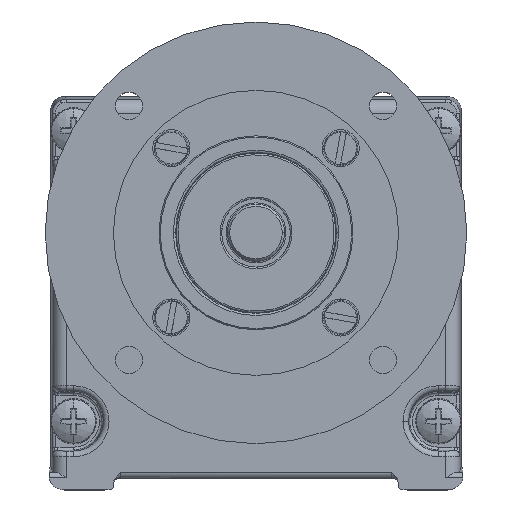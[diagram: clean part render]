
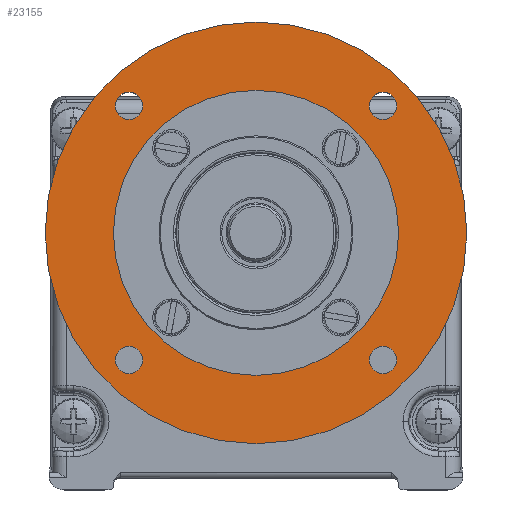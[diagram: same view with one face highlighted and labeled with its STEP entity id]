
A CAD part, top view. The second image highlights one B-rep face of the part: STEP entity #23155.
In plain terms, the highlighted planar face has unit normal (0, 0, 1).
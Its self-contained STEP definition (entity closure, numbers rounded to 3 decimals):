
#7086 = CARTESIAN_POINT ( 'NONE',  ( -25., 0., 3. ) ) ;
#7087 = CARTESIAN_POINT ( 'NONE',  ( 25., 0., 3. ) ) ;
#7088 = DIRECTION ( 'NONE',  ( 1., 0., 0. ) ) ;
#7089 = DIRECTION ( 'NONE',  ( 0., 0., 1. ) ) ;
#7090 = AXIS2_PLACEMENT_3D ( 'NONE', #7096, #7089, #7088 ) ;
#7091 = CIRCLE ( 'NONE', #7090, 25. ) ;
#7096 = CARTESIAN_POINT ( 'NONE',  ( 0., 0., 3. ) ) ;
#7296 = CARTESIAN_POINT ( 'NONE',  ( 24.674, 22.274, 3. ) ) ;
#7297 = DIRECTION ( 'NONE',  ( 1., 0., 0. ) ) ;
#7298 = DIRECTION ( 'NONE',  ( 0., 0., -1. ) ) ;
#7299 = CARTESIAN_POINT ( 'NONE',  ( 22.274, 22.274, 3. ) ) ;
#7300 = AXIS2_PLACEMENT_3D ( 'NONE', #7299, #7298, #7297 ) ;
#7301 = CIRCLE ( 'NONE', #7300, 2.4 ) ;
#7302 = CARTESIAN_POINT ( 'NONE',  ( 19.874, 22.274, 3. ) ) ;
#7307 = CARTESIAN_POINT ( 'NONE',  ( -19.874, -22.274, 3. ) ) ;
#7308 = CARTESIAN_POINT ( 'NONE',  ( -24.674, -22.274, 3. ) ) ;
#7389 = CARTESIAN_POINT ( 'NONE',  ( -22.274, -22.274, 3. ) ) ;
#7418 = CARTESIAN_POINT ( 'NONE',  ( -19.874, 22.274, 3. ) ) ;
#7422 = DIRECTION ( 'NONE',  ( 1., 0., 0. ) ) ;
#7423 = DIRECTION ( 'NONE',  ( 0., 0., -1. ) ) ;
#7424 = CARTESIAN_POINT ( 'NONE',  ( -22.274, 22.274, 3. ) ) ;
#7425 = AXIS2_PLACEMENT_3D ( 'NONE', #7424, #7423, #7422 ) ;
#7426 = CIRCLE ( 'NONE', #7425, 2.4 ) ;
#7427 = CARTESIAN_POINT ( 'NONE',  ( -24.674, 22.274, 3. ) ) ;
#7449 = DIRECTION ( 'NONE',  ( 1., 0., 0. ) ) ;
#7450 = DIRECTION ( 'NONE',  ( 0., 0., -1. ) ) ;
#7451 = AXIS2_PLACEMENT_3D ( 'NONE', #7389, #7450, #7449 ) ;
#7452 = CIRCLE ( 'NONE', #7451, 2.4 ) ;
#7478 = CARTESIAN_POINT ( 'NONE',  ( 24.674, -22.274, 3. ) ) ;
#7479 = DIRECTION ( 'NONE',  ( 1., 0., 0. ) ) ;
#7480 = DIRECTION ( 'NONE',  ( 0., 0., -1. ) ) ;
#7481 = CARTESIAN_POINT ( 'NONE',  ( 22.274, -22.274, 3. ) ) ;
#7482 = AXIS2_PLACEMENT_3D ( 'NONE', #7481, #7480, #7479 ) ;
#7483 = CIRCLE ( 'NONE', #7482, 2.4 ) ;
#7484 = CARTESIAN_POINT ( 'NONE',  ( 19.874, -22.274, 3. ) ) ;
#7549 = CIRCLE ( 'NONE', #7610, 36.978 ) ;
#7581 = CARTESIAN_POINT ( 'NONE',  ( -36.978, 0., 3. ) ) ;
#7607 = DIRECTION ( 'NONE',  ( 1., 0., 0. ) ) ;
#7608 = DIRECTION ( 'NONE',  ( 0., 0., 1. ) ) ;
#7609 = CARTESIAN_POINT ( 'NONE',  ( 0., 0., 3. ) ) ;
#7610 = AXIS2_PLACEMENT_3D ( 'NONE', #7609, #7608, #7607 ) ;
#7623 = DIRECTION ( 'NONE',  ( 1., 0., 0. ) ) ;
#7624 = DIRECTION ( 'NONE',  ( 0., 0., -1. ) ) ;
#7625 = CARTESIAN_POINT ( 'NONE',  ( -22.274, -22.274, 3. ) ) ;
#7626 = AXIS2_PLACEMENT_3D ( 'NONE', #7625, #7624, #7623 ) ;
#7627 = CIRCLE ( 'NONE', #7626, 2.4 ) ;
#7637 = CARTESIAN_POINT ( 'NONE',  ( 36.978, 0., 3. ) ) ;
#7638 = DIRECTION ( 'NONE',  ( 1., 0., 0. ) ) ;
#7639 = DIRECTION ( 'NONE',  ( 0., 0., 1. ) ) ;
#7640 = CARTESIAN_POINT ( 'NONE',  ( 0., 0., 3. ) ) ;
#7641 = AXIS2_PLACEMENT_3D ( 'NONE', #7640, #7639, #7638 ) ;
#7642 = CIRCLE ( 'NONE', #7641, 36.978 ) ;
#7654 = DIRECTION ( 'NONE',  ( 1., 0., 0. ) ) ;
#7655 = DIRECTION ( 'NONE',  ( 0., 0., -1. ) ) ;
#7656 = CARTESIAN_POINT ( 'NONE',  ( -22.274, 22.274, 3. ) ) ;
#7657 = AXIS2_PLACEMENT_3D ( 'NONE', #7656, #7655, #7654 ) ;
#7658 = CIRCLE ( 'NONE', #7657, 2.4 ) ;
#7669 = DIRECTION ( 'NONE',  ( 1., 0., 0. ) ) ;
#7670 = DIRECTION ( 'NONE',  ( 0., 0., -1. ) ) ;
#7671 = CARTESIAN_POINT ( 'NONE',  ( 22.274, -22.274, 3. ) ) ;
#7672 = AXIS2_PLACEMENT_3D ( 'NONE', #7671, #7670, #7669 ) ;
#7673 = CIRCLE ( 'NONE', #7672, 2.4 ) ;
#7772 = DIRECTION ( 'NONE',  ( 1., 0., 0. ) ) ;
#7773 = DIRECTION ( 'NONE',  ( 0., 0., -1. ) ) ;
#7774 = CARTESIAN_POINT ( 'NONE',  ( 22.274, 22.274, 3. ) ) ;
#7775 = AXIS2_PLACEMENT_3D ( 'NONE', #7774, #7773, #7772 ) ;
#7776 = CIRCLE ( 'NONE', #7775, 2.4 ) ;
#7852 = DIRECTION ( 'NONE',  ( 1., 0., 0. ) ) ;
#7853 = DIRECTION ( 'NONE',  ( 0., 0., 1. ) ) ;
#7854 = CARTESIAN_POINT ( 'NONE',  ( 0., 38., 3. ) ) ;
#7855 = AXIS2_PLACEMENT_3D ( 'NONE', #7854, #7853, #7852 ) ;
#7856 = PLANE ( 'NONE',  #7855 ) ;
#7857 = FACE_OUTER_BOUND ( 'NONE', #23145, .T. ) ;
#7858 = FACE_BOUND ( 'NONE', #23142, .T. ) ;
#7859 = FACE_BOUND ( 'NONE', #23139, .T. ) ;
#7860 = FACE_BOUND ( 'NONE', #23135, .T. ) ;
#7861 = FACE_BOUND ( 'NONE', #23159, .T. ) ;
#7862 = FACE_BOUND ( 'NONE', #23156, .T. ) ;
#7863 = DIRECTION ( 'NONE',  ( 1., 0., 0. ) ) ;
#7864 = DIRECTION ( 'NONE',  ( 0., 0., 1. ) ) ;
#7865 = AXIS2_PLACEMENT_3D ( 'NONE', #7870, #7864, #7863 ) ;
#7866 = CIRCLE ( 'NONE', #7865, 25. ) ;
#7870 = CARTESIAN_POINT ( 'NONE',  ( 0., 0., 3. ) ) ;
#22712 = EDGE_CURVE ( 'NONE', #22713, #22714, #7091, .T. ) ;
#22713 = VERTEX_POINT ( 'NONE', #7087 ) ;
#22714 = VERTEX_POINT ( 'NONE', #7086 ) ;
#22827 = VERTEX_POINT ( 'NONE', #7308 ) ;
#22828 = VERTEX_POINT ( 'NONE', #7307 ) ;
#22830 = VERTEX_POINT ( 'NONE', #7302 ) ;
#22832 = EDGE_CURVE ( 'NONE', #22833, #22830, #7301, .T. ) ;
#22833 = VERTEX_POINT ( 'NONE', #7296 ) ;
#22869 = VERTEX_POINT ( 'NONE', #7418 ) ;
#22885 = EDGE_CURVE ( 'NONE', #22828, #22827, #7452, .T. ) ;
#22896 = VERTEX_POINT ( 'NONE', #7427 ) ;
#22898 = EDGE_CURVE ( 'NONE', #22869, #22896, #7426, .T. ) ;
#22899 = VERTEX_POINT ( 'NONE', #7484 ) ;
#22901 = EDGE_CURVE ( 'NONE', #22902, #22899, #7483, .T. ) ;
#22902 = VERTEX_POINT ( 'NONE', #7478 ) ;
#22962 = EDGE_CURVE ( 'NONE', #22977, #22980, #7549, .T. ) ;
#22977 = VERTEX_POINT ( 'NONE', #7581 ) ;
#22979 = EDGE_CURVE ( 'NONE', #22980, #22977, #7642, .T. ) ;
#22980 = VERTEX_POINT ( 'NONE', #7637 ) ;
#22988 = EDGE_CURVE ( 'NONE', #22827, #22828, #7627, .T. ) ;
#22996 = EDGE_CURVE ( 'NONE', #22899, #22902, #7673, .T. ) ;
#23004 = EDGE_CURVE ( 'NONE', #22896, #22869, #7658, .T. ) ;
#23058 = EDGE_CURVE ( 'NONE', #22830, #22833, #7776, .T. ) ;
#23135 = EDGE_LOOP ( 'NONE', ( #23136, #23137 ) ) ;
#23136 = ORIENTED_EDGE ( 'NONE', *, *, #22712, .F. ) ;
#23137 = ORIENTED_EDGE ( 'NONE', *, *, #23138, .F. ) ;
#23138 = EDGE_CURVE ( 'NONE', #22714, #22713, #7866, .T. ) ;
#23139 = EDGE_LOOP ( 'NONE', ( #23140, #23141 ) ) ;
#23140 = ORIENTED_EDGE ( 'NONE', *, *, #22832, .T. ) ;
#23141 = ORIENTED_EDGE ( 'NONE', *, *, #23058, .T. ) ;
#23142 = EDGE_LOOP ( 'NONE', ( #23143, #23144 ) ) ;
#23143 = ORIENTED_EDGE ( 'NONE', *, *, #22885, .T. ) ;
#23144 = ORIENTED_EDGE ( 'NONE', *, *, #22988, .T. ) ;
#23145 = EDGE_LOOP ( 'NONE', ( #23146, #23147 ) ) ;
#23146 = ORIENTED_EDGE ( 'NONE', *, *, #22979, .T. ) ;
#23147 = ORIENTED_EDGE ( 'NONE', *, *, #22962, .T. ) ;
#23155 = ADVANCED_FACE ( 'NONE', ( #7862, #7861, #7860, #7859, #7858, #7857 ), #7856, .T. ) ;
#23156 = EDGE_LOOP ( 'NONE', ( #23157, #23158 ) ) ;
#23157 = ORIENTED_EDGE ( 'NONE', *, *, #22898, .T. ) ;
#23158 = ORIENTED_EDGE ( 'NONE', *, *, #23004, .T. ) ;
#23159 = EDGE_LOOP ( 'NONE', ( #23160, #23161 ) ) ;
#23160 = ORIENTED_EDGE ( 'NONE', *, *, #22901, .T. ) ;
#23161 = ORIENTED_EDGE ( 'NONE', *, *, #22996, .T. ) ;
